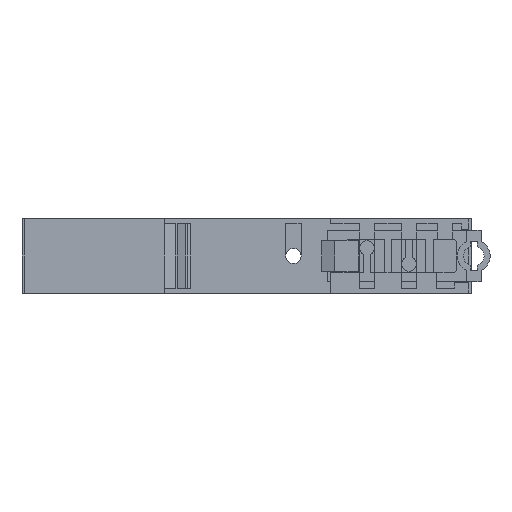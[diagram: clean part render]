
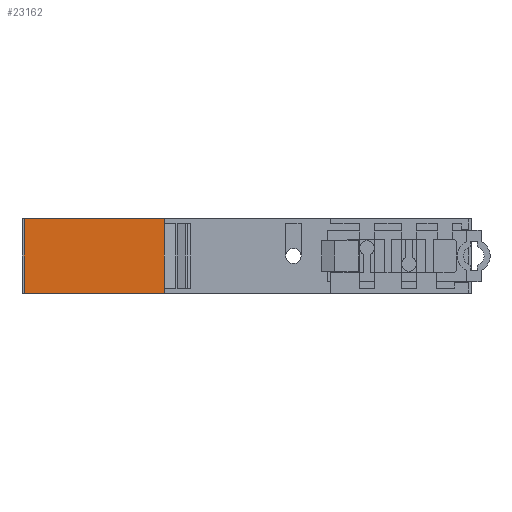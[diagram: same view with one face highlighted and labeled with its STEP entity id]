
A CAD part, front view. The second image highlights one B-rep face of the part: STEP entity #23162.
In plain terms, the highlighted planar face has unit normal (0, -1, 0).
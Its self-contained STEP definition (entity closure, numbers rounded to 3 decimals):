
#784 = VERTEX_POINT ( 'NONE', #4130 ) ;
#830 = DIRECTION ( 'NONE',  ( 0., 1., 0. ) ) ;
#1915 = DIRECTION ( 'NONE',  ( 1., 0., 0. ) ) ;
#2054 = DIRECTION ( 'NONE',  ( 0., 0., -1. ) ) ;
#2739 = FACE_OUTER_BOUND ( 'NONE', #6767, .T. ) ;
#3650 = EDGE_CURVE ( 'NONE', #9372, #11324, #4449, .T. ) ;
#3753 = AXIS2_PLACEMENT_3D ( 'NONE', #13613, #830, #7425 ) ;
#4130 = CARTESIAN_POINT ( 'NONE',  ( 0., 0., 8. ) ) ;
#4449 = LINE ( 'NONE', #6121, #16096 ) ;
#4637 = EDGE_CURVE ( 'NONE', #784, #26664, #24144, .T. ) ;
#5201 = VECTOR ( 'NONE', #2054, 1000. ) ;
#5488 = VECTOR ( 'NONE', #1915, 1000. ) ;
#5830 = ORIENTED_EDGE ( 'NONE', *, *, #4637, .T. ) ;
#6121 = CARTESIAN_POINT ( 'NONE',  ( 30., 0., 6.9 ) ) ;
#6244 = DIRECTION ( 'NONE',  ( 0., 0., -1. ) ) ;
#6658 = ORIENTED_EDGE ( 'NONE', *, *, #3650, .F. ) ;
#6767 = EDGE_LOOP ( 'NONE', ( #16005, #24972, #6658, #20310, #18393, #5830 ) ) ;
#7381 = CARTESIAN_POINT ( 'NONE',  ( 0., 0., 8. ) ) ;
#7425 = DIRECTION ( 'NONE',  ( -1., 0., 0. ) ) ;
#7843 = EDGE_CURVE ( 'NONE', #11324, #12021, #22858, .T. ) ;
#7998 = CARTESIAN_POINT ( 'NONE',  ( 30., 0., 8. ) ) ;
#9372 = VERTEX_POINT ( 'NONE', #13184 ) ;
#10441 = CARTESIAN_POINT ( 'NONE',  ( 30., 0., 8. ) ) ;
#11024 = VERTEX_POINT ( 'NONE', #12784 ) ;
#11148 = CARTESIAN_POINT ( 'NONE',  ( 0., 0., 8. ) ) ;
#11324 = VERTEX_POINT ( 'NONE', #20485 ) ;
#11523 = EDGE_CURVE ( 'NONE', #11024, #9372, #14548, .T. ) ;
#12021 = VERTEX_POINT ( 'NONE', #25633 ) ;
#12784 = CARTESIAN_POINT ( 'NONE',  ( 30., 0., 8. ) ) ;
#13184 = CARTESIAN_POINT ( 'NONE',  ( 30., 0., 6.9 ) ) ;
#13307 = VECTOR ( 'NONE', #15762, 1000. ) ;
#13498 = CARTESIAN_POINT ( 'NONE',  ( 0., 0., -8. ) ) ;
#13613 = CARTESIAN_POINT ( 'NONE',  ( 0., 0., 8. ) ) ;
#13945 = DIRECTION ( 'NONE',  ( 0., 0., -1. ) ) ;
#14353 = EDGE_CURVE ( 'NONE', #26664, #12021, #20752, .T. ) ;
#14548 = LINE ( 'NONE', #10441, #5201 ) ;
#15762 = DIRECTION ( 'NONE',  ( 0., 0., -1. ) ) ;
#16005 = ORIENTED_EDGE ( 'NONE', *, *, #14353, .T. ) ;
#16058 = VECTOR ( 'NONE', #19535, 1000. ) ;
#16096 = VECTOR ( 'NONE', #6244, 1000. ) ;
#18393 = ORIENTED_EDGE ( 'NONE', *, *, #23867, .F. ) ;
#19499 = PLANE ( 'NONE',  #3753 ) ;
#19535 = DIRECTION ( 'NONE',  ( 1., 0., 0. ) ) ;
#20310 = ORIENTED_EDGE ( 'NONE', *, *, #11523, .F. ) ;
#20485 = CARTESIAN_POINT ( 'NONE',  ( 30., 0., -6.9 ) ) ;
#20752 = LINE ( 'NONE', #27072, #5488 ) ;
#21196 = LINE ( 'NONE', #11148, #16058 ) ;
#22858 = LINE ( 'NONE', #7998, #25277 ) ;
#23162 = ADVANCED_FACE ( 'NONE', ( #2739 ), #19499, .F. ) ;
#23867 = EDGE_CURVE ( 'NONE', #784, #11024, #21196, .T. ) ;
#24144 = LINE ( 'NONE', #7381, #13307 ) ;
#24972 = ORIENTED_EDGE ( 'NONE', *, *, #7843, .F. ) ;
#25277 = VECTOR ( 'NONE', #13945, 1000. ) ;
#25633 = CARTESIAN_POINT ( 'NONE',  ( 30., 0., -8. ) ) ;
#26664 = VERTEX_POINT ( 'NONE', #13498 ) ;
#27072 = CARTESIAN_POINT ( 'NONE',  ( 0., 0., -8. ) ) ;
